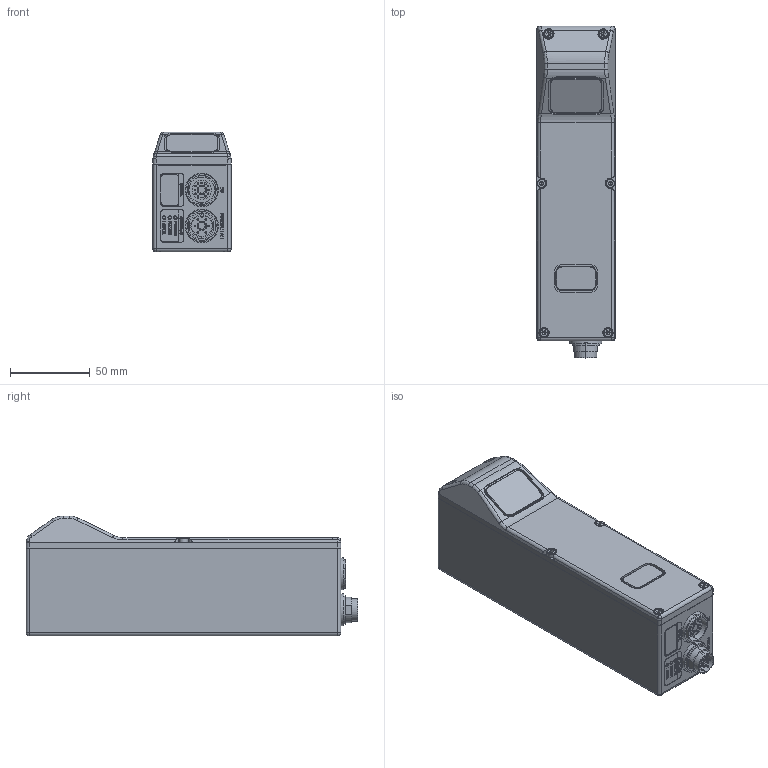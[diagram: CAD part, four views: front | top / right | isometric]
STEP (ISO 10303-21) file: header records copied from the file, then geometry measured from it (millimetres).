
FILE_DESCRIPTION((''),'2;1');
FILE_NAME('213086_ASM','2019-09-11T14:31:34',('pdmadmin'),('BANNER ENGINEERING'),'CREO PARAMETRIC BY PTC INC, 2018300','CREO PARAMETRIC BY PTC INC, 2018300','');
FILE_SCHEMA(('CONFIG_CONTROL_DESIGN'));
Length unit declared in the file: millimetre
Products named in the file (2): LPM300_301-400NIX485RXQ; 213086_ASM
Assembly tree (1 placements, depth 2):
  213086_ASM
    LPM300_301-400NIX485RXQ
Bounding box: 49 x 207.7 x 75 mm (x, y, z)
Volume: 611445.1 mm3; surface area: 56425.2 mm2
Topology: 1 solids, 1 shells, 608 faces, 1835 edges, 1281 vertices
Faces by surface type: plane 290, cylinder 214, cone 58, sphere 34, bspline 10, torus 2
Entity records: 22757 total; most frequent: CARTESIAN_POINT 6305, ORIENTED_EDGE 3518, DIRECTION 3258, EDGE_CURVE 1759, VERTEX_POINT 1281, AXIS2_PLACEMENT_3D 1130, VECTOR 998, LINE 998
